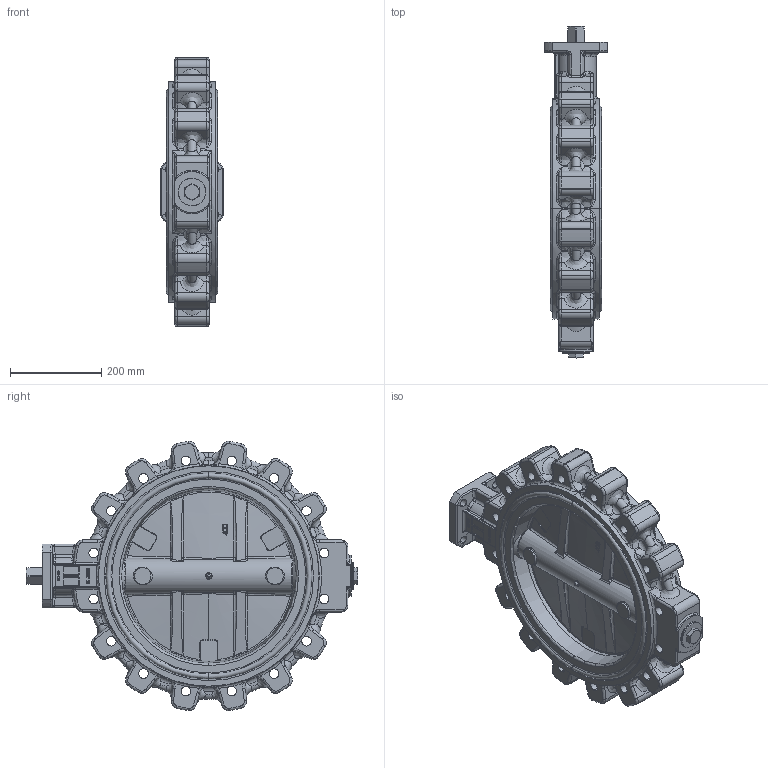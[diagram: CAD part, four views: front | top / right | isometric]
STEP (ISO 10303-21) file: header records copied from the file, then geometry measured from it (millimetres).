
FILE_DESCRIPTION (( 'STEP AP203' ), '1' );
FILE_NAME ('AK02_DN400-PN10_OH.STEP', '2022-10-07T09:10:05', ( '' ), ( '' ), 'SwSTEP 2.0', 'SolidWorks 2021', '' );
FILE_SCHEMA (( 'CONFIG_CONTROL_DESIGN' ));
Products named in the file (1): AK02_DN400-PN10_OH
Bounding box: 140 x 728 x 590.45 mm (x, y, z)
Volume: 15837845.6 mm3; surface area: 1015675.8 mm2
Topology: 2 solids, 8 shells, 1511 faces, 3931 edges, 2371 vertices
Faces by surface type: bspline 433, plane 367, cylinder 307, torus 260, cone 114, sphere 30
Entity records: 105198 total; most frequent: CARTESIAN_POINT 72066, ORIENTED_EDGE 7694, DIRECTION 5985, EDGE_CURVE 3847, AXIS2_PLACEMENT_3D 2480, VERTEX_POINT 2371, EDGE_LOOP 1572, ADVANCED_FACE 1511
